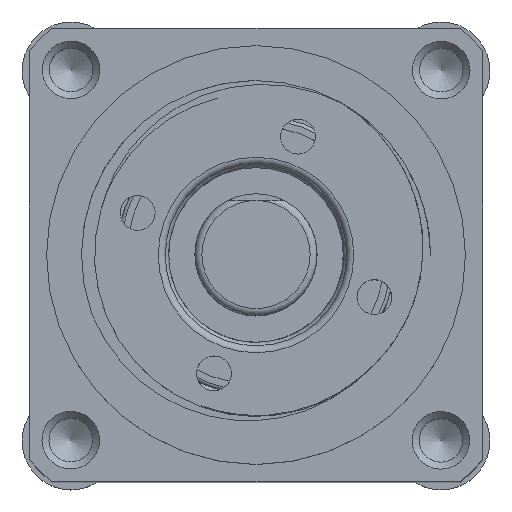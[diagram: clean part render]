
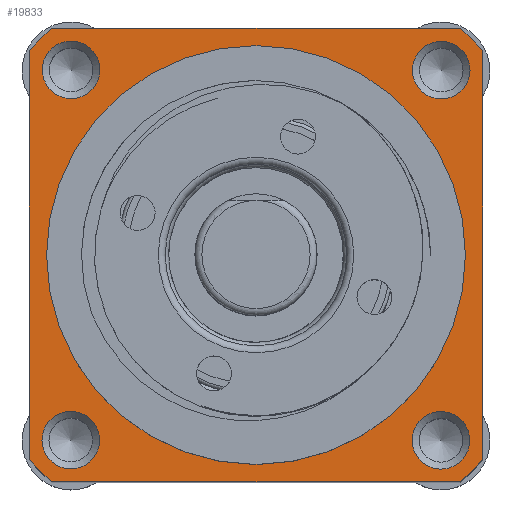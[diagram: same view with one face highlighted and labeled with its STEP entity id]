
A CAD part, top view. The second image highlights one B-rep face of the part: STEP entity #19833.
In plain terms, the highlighted planar face has unit normal (0, 0, 1).
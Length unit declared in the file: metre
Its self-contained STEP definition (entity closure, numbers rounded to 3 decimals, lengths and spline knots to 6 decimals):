
#2398=LINE('',#38920,#3174);
#2399=LINE('',#38924,#3175);
#2400=LINE('',#38928,#3176);
#2401=LINE('',#38932,#3177);
#3174=VECTOR('',#29838,1.);
#3175=VECTOR('',#29841,1.);
#3176=VECTOR('',#29844,1.);
#3177=VECTOR('',#29847,1.);
#8466=ORIENTED_EDGE('',*,*,#11763,.T.);
#8467=ORIENTED_EDGE('',*,*,#11764,.T.);
#8468=ORIENTED_EDGE('',*,*,#11765,.T.);
#8469=ORIENTED_EDGE('',*,*,#11766,.T.);
#8470=ORIENTED_EDGE('',*,*,#11767,.T.);
#8471=ORIENTED_EDGE('',*,*,#11768,.T.);
#8472=ORIENTED_EDGE('',*,*,#11769,.T.);
#8473=ORIENTED_EDGE('',*,*,#11770,.T.);
#8474=ORIENTED_EDGE('',*,*,#11771,.F.);
#8475=ORIENTED_EDGE('',*,*,#11772,.F.);
#8476=ORIENTED_EDGE('',*,*,#11773,.F.);
#8477=ORIENTED_EDGE('',*,*,#11774,.F.);
#8478=ORIENTED_EDGE('',*,*,#11775,.F.);
#11763=EDGE_CURVE('',#13882,#13883,#15780,.T.);
#11764=EDGE_CURVE('',#13883,#13884,#2398,.T.);
#11765=EDGE_CURVE('',#13884,#13885,#15781,.T.);
#11766=EDGE_CURVE('',#13885,#13886,#2399,.T.);
#11767=EDGE_CURVE('',#13886,#13887,#15782,.T.);
#11768=EDGE_CURVE('',#13887,#13888,#2400,.T.);
#11769=EDGE_CURVE('',#13888,#13889,#15783,.T.);
#11770=EDGE_CURVE('',#13889,#13882,#2401,.T.);
#11771=EDGE_CURVE('',#13890,#13890,#15784,.T.);
#11772=EDGE_CURVE('',#13891,#13891,#15785,.T.);
#11773=EDGE_CURVE('',#13892,#13892,#15786,.T.);
#11774=EDGE_CURVE('',#13893,#13893,#15787,.T.);
#11775=EDGE_CURVE('',#13894,#13894,#15788,.T.);
#13882=VERTEX_POINT('',#38918);
#13883=VERTEX_POINT('',#38919);
#13884=VERTEX_POINT('',#38921);
#13885=VERTEX_POINT('',#38923);
#13886=VERTEX_POINT('',#38925);
#13887=VERTEX_POINT('',#38927);
#13888=VERTEX_POINT('',#38929);
#13889=VERTEX_POINT('',#38931);
#13890=VERTEX_POINT('',#38934);
#13891=VERTEX_POINT('',#38936);
#13892=VERTEX_POINT('',#38938);
#13893=VERTEX_POINT('',#38940);
#13894=VERTEX_POINT('',#38942);
#15780=CIRCLE('',#23452,0.00875);
#15781=CIRCLE('',#23453,0.00875);
#15782=CIRCLE('',#23454,0.00875);
#15783=CIRCLE('',#23455,0.00875);
#15784=CIRCLE('',#23456,0.006);
#15785=CIRCLE('',#23457,0.000825);
#15786=CIRCLE('',#23458,0.000825);
#15787=CIRCLE('',#23459,0.000825);
#15788=CIRCLE('',#23460,0.000825);
#17047=EDGE_LOOP('',(#8466,#8467,#8468,#8469,#8470,#8471,#8472,#8473));
#17048=EDGE_LOOP('',(#8474));
#17049=EDGE_LOOP('',(#8475));
#17050=EDGE_LOOP('',(#8476));
#17051=EDGE_LOOP('',(#8477));
#17052=EDGE_LOOP('',(#8478));
#18436=FACE_BOUND('',#17047,.T.);
#18437=FACE_BOUND('',#17048,.T.);
#18438=FACE_BOUND('',#17049,.T.);
#18439=FACE_BOUND('',#17050,.T.);
#18440=FACE_BOUND('',#17051,.T.);
#18441=FACE_BOUND('',#17052,.T.);
#18831=PLANE('',#23451);
#19833=ADVANCED_FACE('',(#18436,#18437,#18438,#18439,#18440,#18441),#18831,
 .T.);
#23451=AXIS2_PLACEMENT_3D('',#38916,#29834,#29835);
#23452=AXIS2_PLACEMENT_3D('',#38917,#29836,#29837);
#23453=AXIS2_PLACEMENT_3D('',#38922,#29839,#29840);
#23454=AXIS2_PLACEMENT_3D('',#38926,#29842,#29843);
#23455=AXIS2_PLACEMENT_3D('',#38930,#29845,#29846);
#23456=AXIS2_PLACEMENT_3D('',#38933,#29848,#29849);
#23457=AXIS2_PLACEMENT_3D('',#38935,#29850,#29851);
#23458=AXIS2_PLACEMENT_3D('',#38937,#29852,#29853);
#23459=AXIS2_PLACEMENT_3D('',#38939,#29854,#29855);
#23460=AXIS2_PLACEMENT_3D('',#38941,#29856,#29857);
#29834=DIRECTION('',(0.,0.,1.));
#29835=DIRECTION('',(1.,0.,0.));
#29836=DIRECTION('',(0.,0.,1.));
#29837=DIRECTION('',(1.,0.,0.));
#29838=DIRECTION('',(0.,-1.,0.));
#29839=DIRECTION('',(0.,0.,1.));
#29840=DIRECTION('',(1.,0.,0.));
#29841=DIRECTION('',(1.,0.,0.));
#29842=DIRECTION('',(0.,0.,1.));
#29843=DIRECTION('',(1.,0.,0.));
#29844=DIRECTION('',(0.,1.,0.));
#29845=DIRECTION('',(0.,0.,1.));
#29846=DIRECTION('',(1.,0.,0.));
#29847=DIRECTION('',(-1.,0.,0.));
#29848=DIRECTION('',(0.,0.,1.));
#29849=DIRECTION('',(1.,0.,0.));
#29850=DIRECTION('',(0.,0.,1.));
#29851=DIRECTION('',(1.,0.,0.));
#29852=DIRECTION('',(0.,0.,1.));
#29853=DIRECTION('',(1.,0.,0.));
#29854=DIRECTION('',(0.,0.,1.));
#29855=DIRECTION('',(1.,0.,0.));
#29856=DIRECTION('',(0.,0.,1.));
#29857=DIRECTION('',(1.,0.,0.));
#38916=CARTESIAN_POINT('',(0.,0.,0.012));
#38917=CARTESIAN_POINT('',(0.,0.,0.012));
#38918=CARTESIAN_POINT('',(-0.005858,0.0065,0.012));
#38919=CARTESIAN_POINT('',(-0.0065,0.005858,0.012));
#38920=CARTESIAN_POINT('',(-0.0065,-0.005858,0.012));
#38921=CARTESIAN_POINT('',(-0.0065,-0.005858,0.012));
#38922=CARTESIAN_POINT('',(0.,0.,0.012));
#38923=CARTESIAN_POINT('',(-0.005858,-0.0065,0.012));
#38924=CARTESIAN_POINT('',(-0.005858,-0.0065,0.012));
#38925=CARTESIAN_POINT('',(0.005858,-0.0065,0.012));
#38926=CARTESIAN_POINT('',(0.,0.,0.012));
#38927=CARTESIAN_POINT('',(0.0065,-0.005858,0.012));
#38928=CARTESIAN_POINT('',(0.0065,-0.005858,0.012));
#38929=CARTESIAN_POINT('',(0.0065,0.005858,0.012));
#38930=CARTESIAN_POINT('',(0.,0.,0.012));
#38931=CARTESIAN_POINT('',(0.005858,0.0065,0.012));
#38932=CARTESIAN_POINT('',(-0.005858,0.0065,0.012));
#38933=CARTESIAN_POINT('',(0.,0.,0.012));
#38934=CARTESIAN_POINT('',(0.006,0.,0.012));
#38935=CARTESIAN_POINT('',(0.005308,0.005299,0.012));
#38936=CARTESIAN_POINT('',(0.006133,0.005299,0.012));
#38937=CARTESIAN_POINT('',(0.005299,-0.005308,0.012));
#38938=CARTESIAN_POINT('',(0.006124,-0.005308,0.012));
#38939=CARTESIAN_POINT('',(-0.005308,-0.005299,0.012));
#38940=CARTESIAN_POINT('',(-0.004483,-0.005299,0.012));
#38941=CARTESIAN_POINT('',(-0.005299,0.005308,0.012));
#38942=CARTESIAN_POINT('',(-0.004474,0.005308,0.012));
